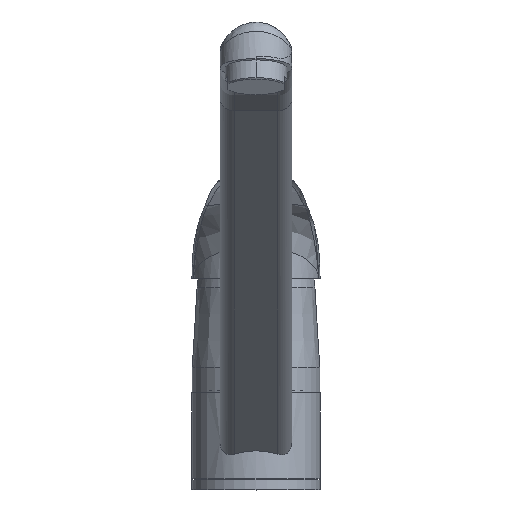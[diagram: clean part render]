
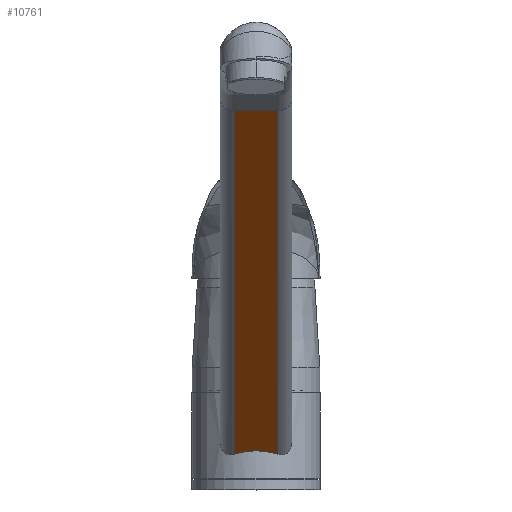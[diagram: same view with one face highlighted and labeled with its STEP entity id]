
A CAD part, top view. The second image highlights one B-rep face of the part: STEP entity #10761.
In plain terms, the highlighted planar face has unit normal (0, -0.75, 0.661).
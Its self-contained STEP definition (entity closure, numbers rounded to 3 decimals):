
#9385=DIRECTION('',(0.,0.662,0.75));
#9386=VECTOR('',#9385,202.385);
#9387=CARTESIAN_POINT('',(8.5,13.885,23.511));
#9388=LINE('',#9387,#9386);
#9389=CARTESIAN_POINT('',(8.5,13.885,23.511));
#9390=CARTESIAN_POINT('',(7.083,14.337,24.023));
#9391=CARTESIAN_POINT('',(4.25,14.988,24.761));
#9392=CARTESIAN_POINT('',(0.,15.305,25.12));
#9393=CARTESIAN_POINT('',(-4.25,14.988,24.761));
#9394=CARTESIAN_POINT('',(-7.083,14.337,24.023));
#9395=CARTESIAN_POINT('',(-8.5,13.885,23.511));
#9397=DIRECTION('',(0.,0.662,0.75));
#9398=VECTOR('',#9397,202.385);
#9399=CARTESIAN_POINT('',(-8.5,13.885,23.511));
#9400=LINE('',#9399,#9398);
#9401=CARTESIAN_POINT('',(-8.5,13.885,23.511));
#9514=DIRECTION('',(1.,0.,0.));
#9515=VECTOR('',#9514,17.);
#9516=CARTESIAN_POINT('',(-8.5,147.767,175.284));
#9517=LINE('',#9516,#9515);
#10297=CARTESIAN_POINT('',(-8.5,147.767,175.284));
#10298=VERTEX_POINT('',#10297);
#10299=CARTESIAN_POINT('',(8.5,147.767,175.284));
#10300=VERTEX_POINT('',#10299);
#10374=VERTEX_POINT('',#9401);
#10375=VERTEX_POINT('',#9389);
#10748=CARTESIAN_POINT('',(-8.5,6.344,14.961));
#10749=DIRECTION('',(0.,-0.75,0.662));
#10750=DIRECTION('',(1.,0.,0.));
#10751=AXIS2_PLACEMENT_3D('',#10748,#10749,#10750);
#10752=PLANE('',#10751);
#10753=ORIENTED_EDGE('',*,*,#10563,.T.);
#10755=ORIENTED_EDGE('',*,*,#10754,.T.);
#10757=ORIENTED_EDGE('',*,*,#10756,.T.);
#10758=ORIENTED_EDGE('',*,*,#10733,.F.);
#10759=EDGE_LOOP('',(#10753,#10755,#10757,#10758));
#10760=FACE_OUTER_BOUND('',#10759,.F.);
#10761=ADVANCED_FACE('',(#10760),#10752,.T.);
#9396=B_SPLINE_CURVE_WITH_KNOTS('',3,(#9389,#9390,#9391,#9392,#9393,#9394,
#9395),.UNSPECIFIED.,.F.,.F.,(4,1,1,1,4),(0.,0.25,0.5,0.75,1.),
.UNSPECIFIED.);
#10563=EDGE_CURVE('',#10375,#10374,#9396,.T.);
#10733=EDGE_CURVE('',#10375,#10300,#9388,.T.);
#10754=EDGE_CURVE('',#10374,#10298,#9400,.T.);
#10756=EDGE_CURVE('',#10298,#10300,#9517,.T.);
